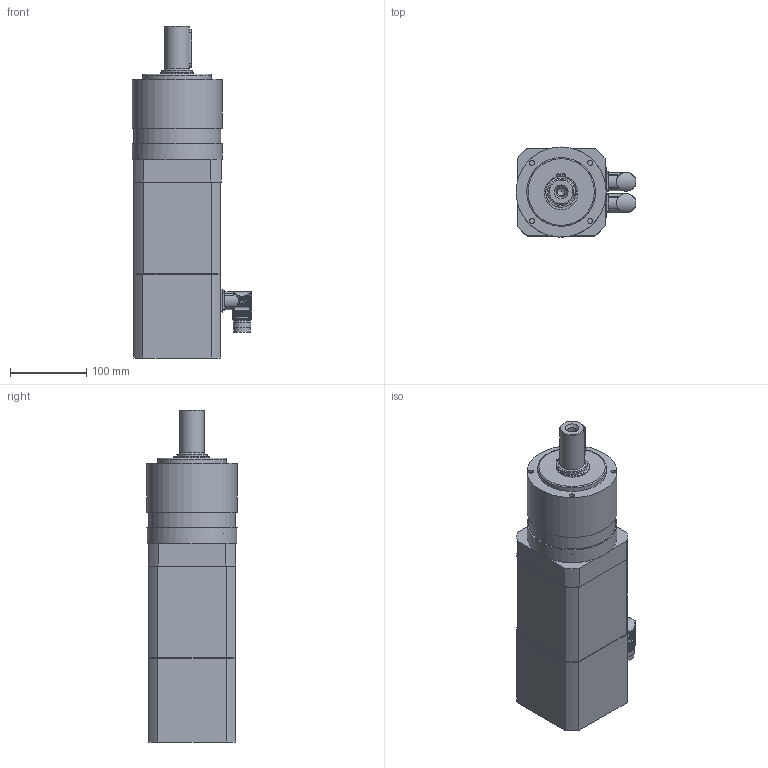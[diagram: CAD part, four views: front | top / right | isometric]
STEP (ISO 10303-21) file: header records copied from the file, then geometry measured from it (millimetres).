
FILE_DESCRIPTION(/* description */ (''),/* implementation_level */ '2;1');
FILE_NAME(/* name */ 'KSG4612D_Rx_PLG120',/* time_stamp */ '2009-02-11T13:27:45+01:00',/* author */ (''),/* organization */ (''),/* preprocessor_version */ 'ST-DEVELOPER v8',/* originating_system */ 'UNIGRAPHICS SOLUTIONS - UNIGRAPHICS 18.0',/* authorisation */ '');
FILE_SCHEMA (('AUTOMOTIVE_DESIGN { 1 2 10303 214 0 1 1 1 }'));
Length unit declared in the file: millimetre
Products named in the file (3): Getrieberumpf_SG4_PLG120_0; Winkelflanschdose_0; KSG464D_RD_PLG120_0
Assembly tree (3 placements, depth 2):
  KSG464D_RD_PLG120_0
    Winkelflanschdose_0  x2
    Getrieberumpf_SG4_PLG120_0
Bounding box: 156.99 x 118 x 435 mm (x, y, z)
Volume: 4312057 mm3; surface area: 262737.8 mm2
Topology: 4 solids, 6 shells, 830 faces, 2240 edges, 1431 vertices
Faces by surface type: cylinder 495, plane 193, torus 112, cone 21, sphere 9
Full cylindrical faces by diameter (mm): 2 x4, 2.5 x4, 6.6 x4, 6.647 x8, 9 x1, 10.106 x1, 11 x4, 13 x1, 16 x2, 20 x2, 21 x2, 21.5 x2, 23 x4, 30 x1, 32 x1, 34.2 x1, 37.5 x1, 38 x2, 40 x2, 46 x1, 47 x2, 49.5 x1, 52 x2, 55 x4, 58 x1, 90 x1, 111 x1, 114 x1, 118 x2
Entity records: 20703 total; most frequent: CARTESIAN_POINT 4677, DIRECTION 3474, ORIENTED_EDGE 3236, EDGE_CURVE 1618, AXIS2_PLACEMENT_3D 1500, VERTEX_POINT 1057, CIRCLE 829, EDGE_LOOP 803
